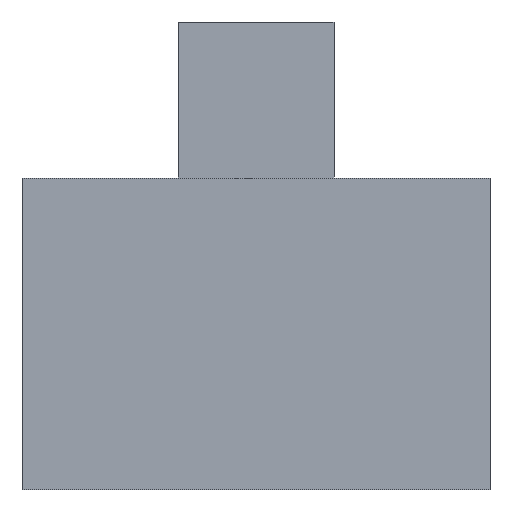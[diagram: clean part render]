
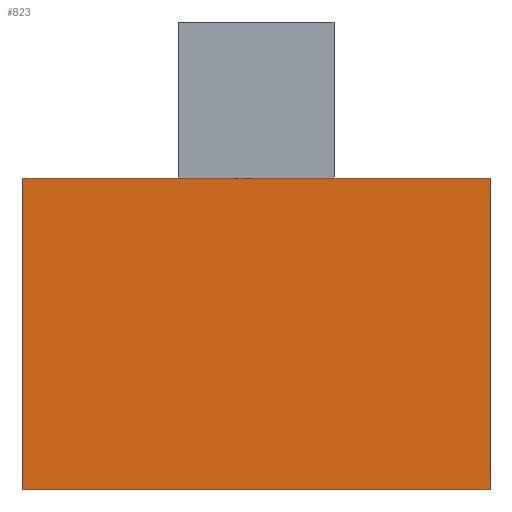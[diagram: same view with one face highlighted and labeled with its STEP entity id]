
A CAD part, front view. The second image highlights one B-rep face of the part: STEP entity #823.
In plain terms, the highlighted planar face has unit normal (0, -1, 0).
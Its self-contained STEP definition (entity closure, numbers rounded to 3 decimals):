
#65=FACE_OUTER_BOUND('',#111,.T.);
#111=EDGE_LOOP('',(#687,#688,#689,#690));
#225=LINE('',#1304,#333);
#226=LINE('',#1307,#334);
#227=LINE('',#1309,#335);
#228=LINE('',#1310,#336);
#333=VECTOR('',#1075,10.);
#334=VECTOR('',#1078,10.);
#335=VECTOR('',#1079,10.);
#336=VECTOR('',#1080,10.);
#407=VERTEX_POINT('',#1300);
#408=VERTEX_POINT('',#1302);
#409=VERTEX_POINT('',#1306);
#410=VERTEX_POINT('',#1308);
#513=EDGE_CURVE('',#407,#408,#225,.T.);
#514=EDGE_CURVE('',#407,#409,#226,.T.);
#515=EDGE_CURVE('',#410,#408,#227,.T.);
#516=EDGE_CURVE('',#409,#410,#228,.T.);
#687=ORIENTED_EDGE('',*,*,#514,.F.);
#688=ORIENTED_EDGE('',*,*,#513,.T.);
#689=ORIENTED_EDGE('',*,*,#515,.F.);
#690=ORIENTED_EDGE('',*,*,#516,.F.);
#777=PLANE('',#883);
#823=ADVANCED_FACE('',(#65),#777,.T.);
#883=AXIS2_PLACEMENT_3D('',#1305,#1076,#1077);
#1075=DIRECTION('',(0.,0.,1.));
#1076=DIRECTION('center_axis',(0.,-1.,0.));
#1077=DIRECTION('ref_axis',(1.,0.,0.));
#1078=DIRECTION('',(-1.,0.,0.));
#1079=DIRECTION('',(1.,0.,0.));
#1080=DIRECTION('',(0.,0.,1.));
#1300=CARTESIAN_POINT('',(0.,0.,0.));
#1302=CARTESIAN_POINT('',(0.,0.,10.));
#1304=CARTESIAN_POINT('',(0.,0.,0.));
#1305=CARTESIAN_POINT('Origin',(-15.,0.,0.));
#1306=CARTESIAN_POINT('',(-15.,0.,0.));
#1307=CARTESIAN_POINT('',(0.,0.,0.));
#1308=CARTESIAN_POINT('',(-15.,0.,10.));
#1309=CARTESIAN_POINT('',(0.,0.,10.));
#1310=CARTESIAN_POINT('',(-15.,0.,0.));
